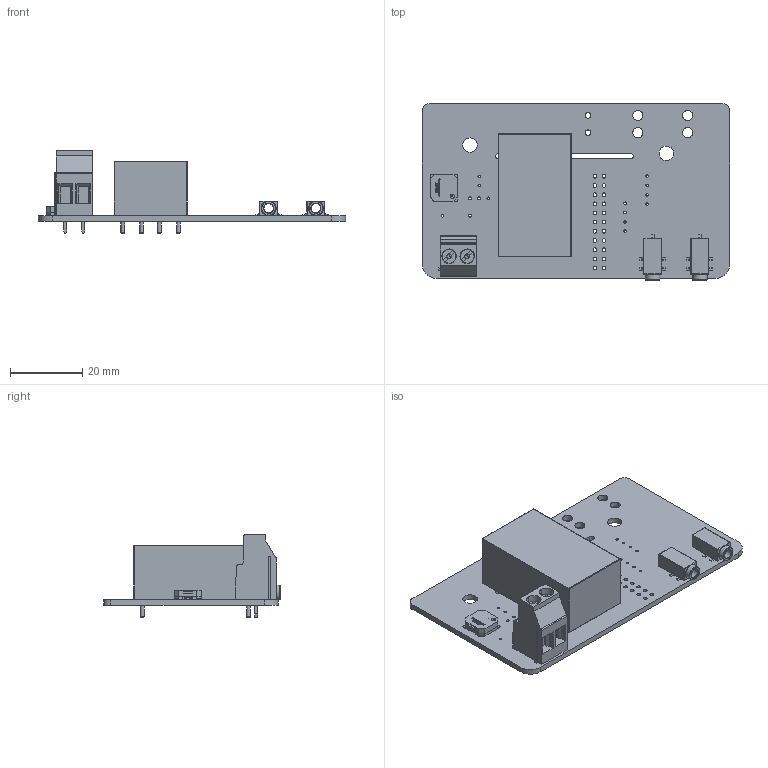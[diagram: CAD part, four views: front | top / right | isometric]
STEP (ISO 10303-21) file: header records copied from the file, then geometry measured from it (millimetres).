
FILE_DESCRIPTION(('KiCad electronic assembly'),'2;1');
FILE_NAME('tt-relay-board.step','2023-03-05T08:35:06',('Pcbnew'),( 'Kicad'),'Open CASCADE STEP processor 7.6','KiCad to STEP converter' ,'Unknown');
FILE_SCHEMA(('AUTOMOTIVE_DESIGN { 1 0 10303 214 1 1 1 1 }'));
Length unit declared in the file: millimetre
Products named in the file (10): tt-relay-board 1; Korean Hroparts Elec PJ-227-5A; COMPOUND; Mallory_Sonalert_Products_Inc_-_AST7525MATRQ; hlk-pm01; 1711026; SOLID; tt-relay-board PCB
Assembly tree (10 placements, depth 3):
  tt-relay-board 1
    Korean Hroparts Elec PJ-227-5A  x2
      COMPOUND
    Mallory_Sonalert_Products_Inc_-_AST7525MATRQ
      COMPOUND
    hlk-pm01
      COMPOUND
    1711026
      SOLID
    tt-relay-board PCB
Bounding box: 85.09 x 48.79 x 23 mm (x, y, z)
Volume: 18648.9 mm3; surface area: 14062.2 mm2
Topology: 27 solids, 27 shells, 853 faces, 2134 edges, 1372 vertices
Faces by surface type: bspline 784, cylinder 61, plane 8
Full cylindrical faces by diameter (mm): 0.7 x10, 0.75 x2, 0.8 x3, 1 x26, 1.2 x4, 1.3 x2, 1.55 x2, 2.8 x4, 4 x2
Entity records: 47311 total; most frequent: CARTESIAN_POINT 19310, B_SPLINE_CURVE_WITH_KNOTS 4756, ORIENTED_EDGE 3794, PCURVE 3794, DEFINITIONAL_REPRESENTATION 3794, EDGE_CURVE 1897, SURFACE_CURVE 1824, VERTEX_POINT 1232
